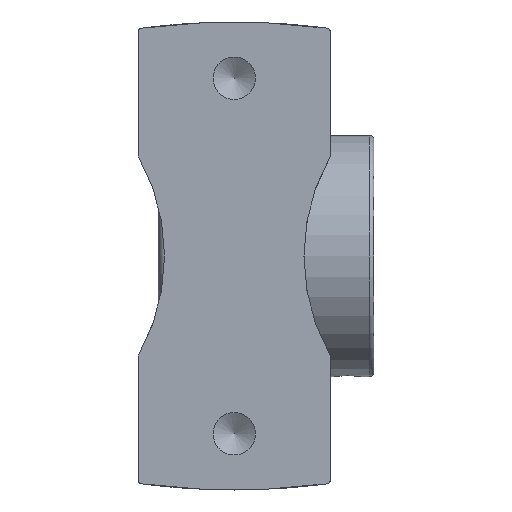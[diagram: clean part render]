
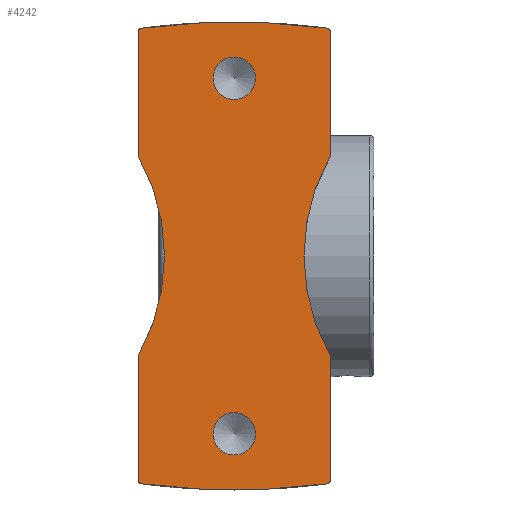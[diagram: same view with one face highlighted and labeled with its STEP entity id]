
A CAD part, front view. The second image highlights one B-rep face of the part: STEP entity #4242.
In plain terms, the highlighted face is planar.
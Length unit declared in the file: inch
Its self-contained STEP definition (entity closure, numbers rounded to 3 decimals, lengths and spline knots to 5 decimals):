
#735=CARTESIAN_POINT('',(-0.2085,-1.75,0.));
#736=VERTEX_POINT('',#735);
#746=CARTESIAN_POINT('',(0.2085,-1.75,0.));
#747=VERTEX_POINT('',#746);
#748=CARTESIAN_POINT('',(0.,-1.75,0.));
#749=DIRECTION('',(0.,0.,1.));
#750=DIRECTION('',(1.,0.,-0.));
#751=AXIS2_PLACEMENT_3D('',#748,#749,#750);
#752=CIRCLE('',#751,0.2085);
#753=EDGE_CURVE('',#747,#736,#752,.T.);
#755=CARTESIAN_POINT('',(0.,-1.75,0.));
#756=DIRECTION('',(0.,0.,1.));
#757=DIRECTION('',(1.,0.,-0.));
#758=AXIS2_PLACEMENT_3D('',#755,#756,#757);
#759=CIRCLE('',#758,0.2085);
#760=EDGE_CURVE('',#736,#747,#759,.T.);
#805=CARTESIAN_POINT('',(-0.2085,1.75,0.));
#806=VERTEX_POINT('',#805);
#816=CARTESIAN_POINT('',(0.2085,1.75,0.));
#817=VERTEX_POINT('',#816);
#818=CARTESIAN_POINT('',(0.,1.75,0.));
#819=DIRECTION('',(0.,0.,1.));
#820=DIRECTION('',(1.,0.,-0.));
#821=AXIS2_PLACEMENT_3D('',#818,#819,#820);
#822=CIRCLE('',#821,0.2085);
#823=EDGE_CURVE('',#817,#806,#822,.T.);
#825=CARTESIAN_POINT('',(0.,1.75,0.));
#826=DIRECTION('',(0.,0.,1.));
#827=DIRECTION('',(1.,0.,-0.));
#828=AXIS2_PLACEMENT_3D('',#825,#826,#827);
#829=CIRCLE('',#828,0.2085);
#830=EDGE_CURVE('',#806,#817,#829,.T.);
#1690=CARTESIAN_POINT('',(-0.91452,-2.24234,0.));
#1691=VERTEX_POINT('',#1690);
#1698=CARTESIAN_POINT('',(0.91452,-2.24234,0.));
#1699=VERTEX_POINT('',#1698);
#1700=CARTESIAN_POINT('',(-0.,4.60395,0.));
#1701=DIRECTION('',(0.,0.,-1.));
#1702=DIRECTION('',(1.,0.,0.));
#1703=AXIS2_PLACEMENT_3D('',#1700,#1701,#1702);
#1704=CIRCLE('',#1703,6.9071);
#1705=EDGE_CURVE('',#1699,#1691,#1704,.T.);
#1951=CARTESIAN_POINT('',(0.91452,2.24234,0.));
#1952=VERTEX_POINT('',#1951);
#1959=CARTESIAN_POINT('',(-0.91452,2.24234,0.));
#1960=VERTEX_POINT('',#1959);
#1961=CARTESIAN_POINT('',(0.,-4.60395,0.));
#1962=DIRECTION('',(0.,0.,-1.));
#1963=DIRECTION('',(-1.,0.,0.));
#1964=AXIS2_PLACEMENT_3D('',#1961,#1962,#1963);
#1965=CIRCLE('',#1964,6.9071);
#1966=EDGE_CURVE('',#1960,#1952,#1965,.T.);
#3070=CARTESIAN_POINT('',(0.94488,2.20765,0.));
#3071=VERTEX_POINT('',#3070);
#3078=CARTESIAN_POINT('',(0.90988,2.20765,0.));
#3079=DIRECTION('',(0.,-0.,1.));
#3080=DIRECTION('',(0.752,0.659,0.));
#3081=AXIS2_PLACEMENT_3D('',#3078,#3079,#3080);
#3082=CIRCLE('',#3081,0.035);
#3083=EDGE_CURVE('',#3071,#1952,#3082,.T.);
#3095=CARTESIAN_POINT('',(0.94488,0.98425,0.));
#3096=VERTEX_POINT('',#3095);
#3103=CARTESIAN_POINT('',(0.94488,2.22618,0.));
#3104=DIRECTION('',(0.,-1.,0.));
#3105=VECTOR('',#3104,0.48165);
#3106=LINE('',#3103,#3105);
#3107=EDGE_CURVE('',#3071,#3096,#3106,.T.);
#3216=CARTESIAN_POINT('',(-0.94488,2.20765,0.));
#3217=VERTEX_POINT('',#3216);
#3218=CARTESIAN_POINT('',(-0.90988,2.20765,0.));
#3219=DIRECTION('',(0.,0.,1.));
#3220=DIRECTION('',(-0.752,0.659,0.));
#3221=AXIS2_PLACEMENT_3D('',#3218,#3219,#3220);
#3222=CIRCLE('',#3221,0.035);
#3223=EDGE_CURVE('',#1960,#3217,#3222,.T.);
#3847=CARTESIAN_POINT('',(-0.68593,-0.,0.));
#3848=VERTEX_POINT('',#3847);
#3864=CARTESIAN_POINT('',(-0.94488,0.98425,0.));
#3865=VERTEX_POINT('',#3864);
#3872=CARTESIAN_POINT('',(-2.68593,0.,0.));
#3873=DIRECTION('',(0.,0.,1.));
#3874=DIRECTION('',(-1.,0.,0.));
#3875=AXIS2_PLACEMENT_3D('',#3872,#3873,#3874);
#3876=CIRCLE('',#3875,2.);
#3877=EDGE_CURVE('',#3848,#3865,#3876,.T.);
#4000=CARTESIAN_POINT('',(0.94488,-2.20765,0.));
#4001=VERTEX_POINT('',#4000);
#4008=CARTESIAN_POINT('',(0.94488,-0.98425,0.));
#4009=VERTEX_POINT('',#4008);
#4010=CARTESIAN_POINT('',(0.94488,0.96953,0.));
#4011=DIRECTION('',(0.,-1.,0.));
#4012=VECTOR('',#4011,0.48165);
#4013=LINE('',#4010,#4012);
#4014=EDGE_CURVE('',#4009,#4001,#4013,.T.);
#4032=CARTESIAN_POINT('',(0.90988,-2.20765,0.));
#4033=DIRECTION('',(0.,0.,1.));
#4034=DIRECTION('',(0.752,-0.659,0.));
#4035=AXIS2_PLACEMENT_3D('',#4032,#4033,#4034);
#4036=CIRCLE('',#4035,0.035);
#4037=EDGE_CURVE('',#1699,#4001,#4036,.T.);
#4145=CARTESIAN_POINT('',(-0.94488,-2.20765,0.));
#4146=VERTEX_POINT('',#4145);
#4153=CARTESIAN_POINT('',(-0.90988,-2.20765,0.));
#4154=DIRECTION('',(0.,0.,1.));
#4155=DIRECTION('',(-0.752,-0.659,0.));
#4156=AXIS2_PLACEMENT_3D('',#4153,#4154,#4155);
#4157=CIRCLE('',#4156,0.035);
#4158=EDGE_CURVE('',#4146,#1691,#4157,.T.);
#4170=CARTESIAN_POINT('',(-0.94488,-0.98425,0.));
#4171=VERTEX_POINT('',#4170);
#4178=CARTESIAN_POINT('',(-0.94488,0.96953,0.));
#4179=DIRECTION('',(0.,-1.,0.));
#4180=VECTOR('',#4179,0.48165);
#4181=LINE('',#4178,#4180);
#4182=EDGE_CURVE('',#4171,#4146,#4181,.T.);
#4188=CARTESIAN_POINT('',(0.46777,1.13746,0.));
#4189=DIRECTION('',(0.,0.,1.));
#4190=DIRECTION('',(1.,0.,0.));
#4191=AXIS2_PLACEMENT_3D('',#4188,#4189,#4190);
#4192=PLANE('',#4191);
#4193=ORIENTED_EDGE('',*,*,#753,.T.);
#4194=ORIENTED_EDGE('',*,*,#760,.T.);
#4195=EDGE_LOOP('',(#4193,#4194));
#4196=FACE_BOUND('',#4195,.T.);
#4197=ORIENTED_EDGE('',*,*,#823,.T.);
#4198=ORIENTED_EDGE('',*,*,#830,.T.);
#4199=EDGE_LOOP('',(#4197,#4198));
#4200=FACE_BOUND('',#4199,.T.);
#4201=ORIENTED_EDGE('',*,*,#3083,.F.);
#4202=ORIENTED_EDGE('',*,*,#3107,.T.);
#4203=CARTESIAN_POINT('',(0.68593,0.,0.));
#4204=VERTEX_POINT('',#4203);
#4205=CARTESIAN_POINT('',(2.68593,0.,0.));
#4206=DIRECTION('',(0.,0.,1.));
#4207=DIRECTION('',(1.,0.,-0.));
#4208=AXIS2_PLACEMENT_3D('',#4205,#4206,#4207);
#4209=CIRCLE('',#4208,2.);
#4210=EDGE_CURVE('',#3096,#4204,#4209,.T.);
#4211=ORIENTED_EDGE('',*,*,#4210,.T.);
#4212=CARTESIAN_POINT('',(2.68593,0.,0.));
#4213=DIRECTION('',(0.,0.,1.));
#4214=DIRECTION('',(1.,0.,-0.));
#4215=AXIS2_PLACEMENT_3D('',#4212,#4213,#4214);
#4216=CIRCLE('',#4215,2.);
#4217=EDGE_CURVE('',#4204,#4009,#4216,.T.);
#4218=ORIENTED_EDGE('',*,*,#4217,.T.);
#4219=ORIENTED_EDGE('',*,*,#4014,.T.);
#4220=ORIENTED_EDGE('',*,*,#4037,.F.);
#4221=ORIENTED_EDGE('',*,*,#1705,.T.);
#4222=ORIENTED_EDGE('',*,*,#4158,.F.);
#4223=ORIENTED_EDGE('',*,*,#4182,.F.);
#4224=CARTESIAN_POINT('',(-2.68593,0.,0.));
#4225=DIRECTION('',(0.,0.,1.));
#4226=DIRECTION('',(-1.,0.,0.));
#4227=AXIS2_PLACEMENT_3D('',#4224,#4225,#4226);
#4228=CIRCLE('',#4227,2.);
#4229=EDGE_CURVE('',#4171,#3848,#4228,.T.);
#4230=ORIENTED_EDGE('',*,*,#4229,.T.);
#4231=ORIENTED_EDGE('',*,*,#3877,.T.);
#4232=CARTESIAN_POINT('',(-0.94488,2.22618,0.));
#4233=DIRECTION('',(0.,-1.,0.));
#4234=VECTOR('',#4233,0.48165);
#4235=LINE('',#4232,#4234);
#4236=EDGE_CURVE('',#3217,#3865,#4235,.T.);
#4237=ORIENTED_EDGE('',*,*,#4236,.F.);
#4238=ORIENTED_EDGE('',*,*,#3223,.F.);
#4239=ORIENTED_EDGE('',*,*,#1966,.T.);
#4240=EDGE_LOOP('',(#4201,#4202,#4211,#4218,#4219,#4220,#4221,#4222,#4223,#4230,#4231,#4237,#4238,#4239));
#4241=FACE_BOUND('',#4240,.T.);
#4242=ADVANCED_FACE('',(#4196,#4200,#4241),#4192,.F.);
